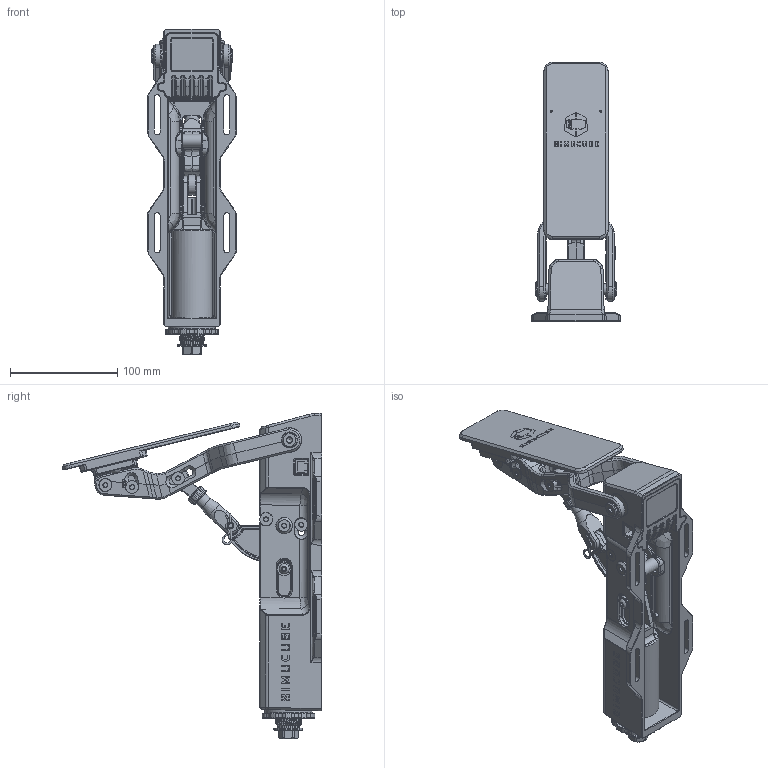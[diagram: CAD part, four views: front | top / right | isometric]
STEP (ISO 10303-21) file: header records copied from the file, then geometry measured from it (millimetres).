
FILE_DESCRIPTION(/* description */ (''),/* implementation_level */ '2;1');
FILE_NAME(/* name */ 'simplified_new_preload.step',/* time_stamp */ '2025-08-13T12:49:25+03:00',/* author */ (''),/* organization */ (''),/* preprocessor_version */ 'ST-DEVELOPER v20.1',/* originating_system */ 'Autodesk Translation Framework v14.10.0.0',/* authorisation */ '');
FILE_SCHEMA (('AUTOMOTIVE_DESIGN { 1 0 10303 214 3 1 1 }'));
Products named in the file (1): simplified_new_preload
Bounding box: 82.97 x 242.09 x 303.99 mm (x, y, z)
Volume: 668865.7 mm3; surface area: 184879.8 mm2
Topology: 1 solids, 4 shells, 2943 faces, 7389 edges, 4506 vertices
Faces by surface type: plane 1136, bspline 752, cylinder 553, cone 412, torus 70, sphere 20
Full cylindrical faces by diameter (mm): 1.499 x3, 1.6 x1, 2 x6, 4.234 x2, 6 x1, 7 x4, 7.5 x2, 9.5 x2, 10 x9, 10.5 x2, 10.7 x2, 12 x10, 13 x3, 13.5 x1, 14 x2, 15 x3, 15.5 x1, 18 x2, 21 x1, 21.7 x3, 23.9 x2, 27 x1, 38 x1, 44 x1
Entity records: 103438 total; most frequent: CARTESIAN_POINT 37474, ORIENTED_EDGE 14748, DIRECTION 12016, EDGE_CURVE 7374, VERTEX_POINT 4506, AXIS2_PLACEMENT_3D 4069, LINE 3878, VECTOR 3878
